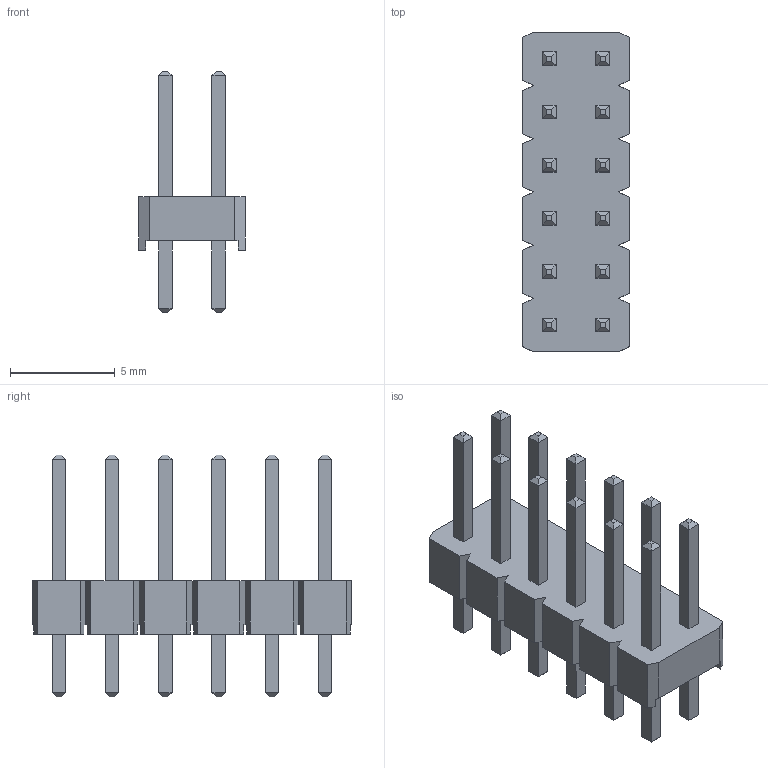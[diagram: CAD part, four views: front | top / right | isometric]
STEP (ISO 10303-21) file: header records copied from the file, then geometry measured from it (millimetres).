
FILE_DESCRIPTION(/* description */ ('Unknown'),/* implementation_level */ '2;1');
FILE_NAME(/* name */ 'J_Wurth_WR-PHD_61301221121',/* time_stamp */ '2025-04-08T10:04:47+08:00',/* author */ ('Unknown'),/* organization */ ('Unknown'),/* preprocessor_version */ 'ST-DEVELOPER v19.4',/* originating_system */ 'Solid Edge',/* authorisation */ 'Unknown');
FILE_SCHEMA (('AUTOMOTIVE_DESIGN {1 0 10303 214 3 1 1}'));
Length unit declared in the file: millimetre
Products named in the file (2): J_Wurth_WR-PHD_61301221121
Assembly tree (1 placements, depth 2):
  J_Wurth_WR-PHD_61301221121
    J_Wurth_WR-PHD_61301221121
Bounding box: 5.08 x 15.24 x 11.54 mm (x, y, z)
Volume: 209 mm3; surface area: 557 mm2
Topology: 1 solids, 1 shells, 280 faces, 666 edges, 412 vertices
Faces by surface type: plane 280
Entity records: 9785 total; most frequent: CARTESIAN_POINT 1360, ORIENTED_EDGE 1332, DIRECTION 1230, EDGE_CURVE 666, LINE 666, VECTOR 666, VERTEX_POINT 412, EDGE_LOOP 304
